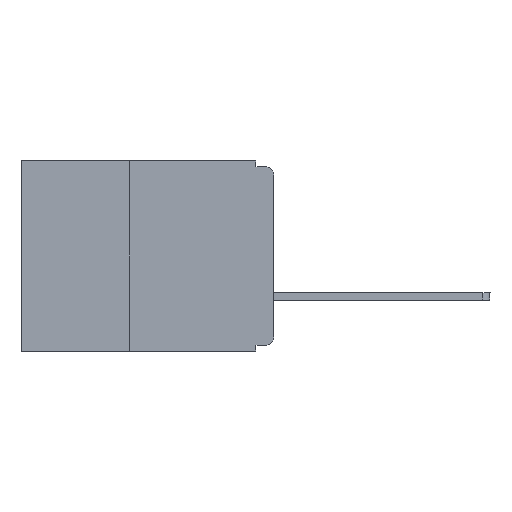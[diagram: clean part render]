
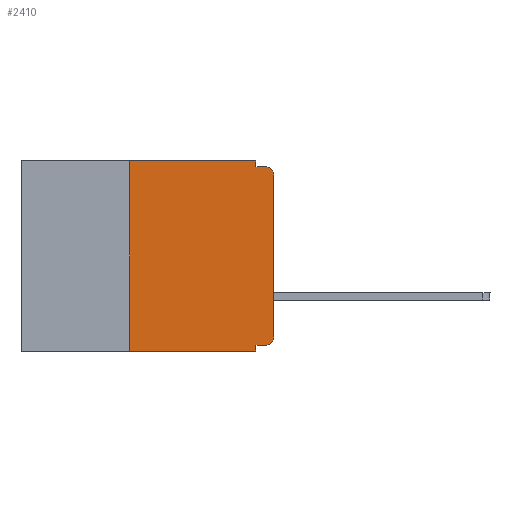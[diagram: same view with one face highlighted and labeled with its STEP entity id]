
A CAD part, left-side view. The second image highlights one B-rep face of the part: STEP entity #2410.
In plain terms, the highlighted planar face has unit normal (-1, 0, 0).
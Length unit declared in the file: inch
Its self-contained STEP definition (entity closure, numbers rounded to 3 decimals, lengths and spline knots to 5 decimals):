
#23 = VECTOR ( 'NONE', #5182, 39.37008 ) ;
#90 = CARTESIAN_POINT ( 'NONE',  ( 0., 0., -0.025 ) ) ;
#105 = CARTESIAN_POINT ( 'NONE',  ( 0., 0.031, 0. ) ) ;
#191 = ORIENTED_EDGE ( 'NONE', *, *, #1451, .T. ) ;
#678 = CARTESIAN_POINT ( 'NONE',  ( 0., 0., -0.305 ) ) ;
#877 = VECTOR ( 'NONE', #3225, 39.37008 ) ;
#1011 = VERTEX_POINT ( 'NONE', #11702 ) ;
#1267 = DIRECTION ( 'NONE',  ( 0., 0., -1. ) ) ;
#1451 = EDGE_CURVE ( 'NONE', #16971, #4522, #5134, .T. ) ;
#1641 = CARTESIAN_POINT ( 'NONE',  ( 0., 0.031, -0.32 ) ) ;
#1709 = CARTESIAN_POINT ( 'NONE',  ( 0., 0.25, -0.33 ) ) ;
#2024 = FACE_OUTER_BOUND ( 'NONE', #13691, .T. ) ;
#2410 = ADVANCED_FACE ( 'NONE', ( #2024 ), #12132, .F. ) ;
#2525 = DIRECTION ( 'NONE',  ( -1., 0., 0. ) ) ;
#2595 = LINE ( 'NONE', #13362, #15889 ) ;
#2643 = EDGE_CURVE ( 'NONE', #6123, #4522, #8649, .T. ) ;
#2779 = ORIENTED_EDGE ( 'NONE', *, *, #16195, .T. ) ;
#2895 = VECTOR ( 'NONE', #5560, 39.37008 ) ;
#3225 = DIRECTION ( 'NONE',  ( 0., 0., 1. ) ) ;
#3289 = CARTESIAN_POINT ( 'NONE',  ( 0., 0., 0. ) ) ;
#4127 = VERTEX_POINT ( 'NONE', #6531 ) ;
#4212 = DIRECTION ( 'NONE',  ( 1., 0., 0. ) ) ;
#4276 = CIRCLE ( 'NONE', #14572, 0.015 ) ;
#4522 = VERTEX_POINT ( 'NONE', #5593 ) ;
#4775 = ORIENTED_EDGE ( 'NONE', *, *, #7568, .F. ) ;
#5134 = CIRCLE ( 'NONE', #16380, 0.015 ) ;
#5137 = CARTESIAN_POINT ( 'NONE',  ( 0., 0.015, -0.305 ) ) ;
#5182 = DIRECTION ( 'NONE',  ( 0., 0., 1. ) ) ;
#5300 = CARTESIAN_POINT ( 'NONE',  ( 0., 0.015, -0.32 ) ) ;
#5560 = DIRECTION ( 'NONE',  ( 0., 1., 0. ) ) ;
#5593 = CARTESIAN_POINT ( 'NONE',  ( 0., 0.015, -0.01 ) ) ;
#5768 = CARTESIAN_POINT ( 'NONE',  ( 0., 0.437, 0. ) ) ;
#6123 = VERTEX_POINT ( 'NONE', #12548 ) ;
#6517 = CARTESIAN_POINT ( 'NONE',  ( 0., 0.031, -0.33 ) ) ;
#6531 = CARTESIAN_POINT ( 'NONE',  ( 0., 0.031, 0. ) ) ;
#6584 = VERTEX_POINT ( 'NONE', #6517 ) ;
#6693 = DIRECTION ( 'NONE',  ( 0., 0., -1. ) ) ;
#6775 = VECTOR ( 'NONE', #10817, 39.37008 ) ;
#6932 = DIRECTION ( 'NONE',  ( 0., -1., 0. ) ) ;
#7069 = LINE ( 'NONE', #5768, #14537 ) ;
#7463 = CARTESIAN_POINT ( 'NONE',  ( 0., 0.25, -0.33 ) ) ;
#7568 = EDGE_CURVE ( 'NONE', #10505, #12406, #11232, .T. ) ;
#7933 = ORIENTED_EDGE ( 'NONE', *, *, #12580, .T. ) ;
#8217 = DIRECTION ( 'NONE',  ( 0., 0., -1. ) ) ;
#8649 = LINE ( 'NONE', #14950, #10116 ) ;
#8735 = VERTEX_POINT ( 'NONE', #1709 ) ;
#8874 = ORIENTED_EDGE ( 'NONE', *, *, #13766, .F. ) ;
#9148 = ORIENTED_EDGE ( 'NONE', *, *, #15749, .T. ) ;
#9195 = LINE ( 'NONE', #3289, #877 ) ;
#9289 = DIRECTION ( 'NONE',  ( -1., 0., 0. ) ) ;
#10116 = VECTOR ( 'NONE', #12993, 39.37008 ) ;
#10505 = VERTEX_POINT ( 'NONE', #5300 ) ;
#10541 = EDGE_CURVE ( 'NONE', #12406, #6584, #2595, .T. ) ;
#10618 = LINE ( 'NONE', #7463, #23 ) ;
#10707 = CARTESIAN_POINT ( 'NONE',  ( 0., 0.015, -0.025 ) ) ;
#10817 = DIRECTION ( 'NONE',  ( 0., -1., 0. ) ) ;
#10920 = CARTESIAN_POINT ( 'NONE',  ( 0., 0., -0.32 ) ) ;
#10979 = ORIENTED_EDGE ( 'NONE', *, *, #16354, .F. ) ;
#11030 = ORIENTED_EDGE ( 'NONE', *, *, #10541, .F. ) ;
#11232 = LINE ( 'NONE', #10920, #2895 ) ;
#11702 = CARTESIAN_POINT ( 'NONE',  ( 0., 0.25, 0. ) ) ;
#12003 = LINE ( 'NONE', #12336, #6775 ) ;
#12132 = PLANE ( 'NONE',  #15926 ) ;
#12336 = CARTESIAN_POINT ( 'NONE',  ( 0., 0.437, -0.33 ) ) ;
#12394 = LINE ( 'NONE', #105, #13647 ) ;
#12406 = VERTEX_POINT ( 'NONE', #1641 ) ;
#12548 = CARTESIAN_POINT ( 'NONE',  ( 0., 0.031, -0.01 ) ) ;
#12580 = EDGE_CURVE ( 'NONE', #12581, #16971, #9195, .T. ) ;
#12581 = VERTEX_POINT ( 'NONE', #678 ) ;
#12993 = DIRECTION ( 'NONE',  ( 0., -1., 0. ) ) ;
#13347 = DIRECTION ( 'NONE',  ( 0., 0., -1. ) ) ;
#13362 = CARTESIAN_POINT ( 'NONE',  ( 0., 0.031, -0.33 ) ) ;
#13467 = CARTESIAN_POINT ( 'NONE',  ( 0., 0.437, 0. ) ) ;
#13521 = ORIENTED_EDGE ( 'NONE', *, *, #2643, .F. ) ;
#13527 = DIRECTION ( 'NONE',  ( 0., 0., -1. ) ) ;
#13647 = VECTOR ( 'NONE', #8217, 39.37008 ) ;
#13691 = EDGE_LOOP ( 'NONE', ( #7933, #191, #13521, #10979, #14956, #8874, #9148, #11030, #4775, #2779 ) ) ;
#13766 = EDGE_CURVE ( 'NONE', #8735, #1011, #10618, .T. ) ;
#14026 = EDGE_CURVE ( 'NONE', #1011, #4127, #7069, .T. ) ;
#14537 = VECTOR ( 'NONE', #6932, 39.37008 ) ;
#14572 = AXIS2_PLACEMENT_3D ( 'NONE', #5137, #9289, #1267 ) ;
#14950 = CARTESIAN_POINT ( 'NONE',  ( 0., 0., -0.01 ) ) ;
#14956 = ORIENTED_EDGE ( 'NONE', *, *, #14026, .F. ) ;
#15749 = EDGE_CURVE ( 'NONE', #8735, #6584, #12003, .T. ) ;
#15889 = VECTOR ( 'NONE', #6693, 39.37008 ) ;
#15926 = AXIS2_PLACEMENT_3D ( 'NONE', #13467, #4212, #13527 ) ;
#16195 = EDGE_CURVE ( 'NONE', #10505, #12581, #4276, .T. ) ;
#16354 = EDGE_CURVE ( 'NONE', #4127, #6123, #12394, .T. ) ;
#16380 = AXIS2_PLACEMENT_3D ( 'NONE', #10707, #2525, #13347 ) ;
#16971 = VERTEX_POINT ( 'NONE', #90 ) ;
